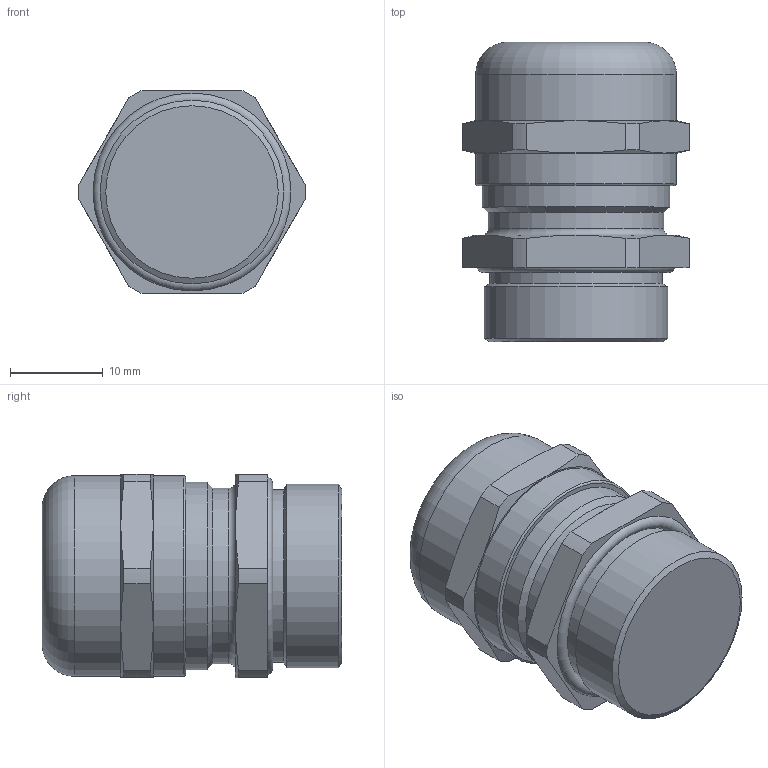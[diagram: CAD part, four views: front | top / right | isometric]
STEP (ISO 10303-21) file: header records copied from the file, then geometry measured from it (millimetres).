
FILE_DESCRIPTION((''),'2;1');
FILE_NAME('BMBC-02.stp','2011-05-04T17:59:30',('nursel'),(''),'Autodesk Inventor 2011','Autodesk Inventor 2011','');
FILE_SCHEMA(('AUTOMOTIVE_DESIGN { 1 0 10303 214 1 1 1 1 }'));
Length unit declared in the file: millimetre
Products named in the file (1): M20x1.5 METAL RAKOR (PG13.5) TL8_Shrinkwrap_1
Bounding box: 24.49 x 32.39 x 22 mm (x, y, z)
Volume: 11243.6 mm3; surface area: 3150.5 mm2
Topology: 1 solids, 1 shells, 64 faces, 141 edges, 86 vertices
Faces by surface type: plane 21, cone 21, cylinder 18, torus 4
Full cylindrical faces by diameter (mm): 18.6 x1, 18.96 x1, 19.85 x1, 20.3 x1, 21.7 x2
Entity records: 1678 total; most frequent: CARTESIAN_POINT 349, DIRECTION 282, ORIENTED_EDGE 254, EDGE_CURVE 127, AXIS2_PLACEMENT_3D 126, VERTEX_POINT 85, EDGE_LOOP 84, FACE_OUTER_BOUND 64
